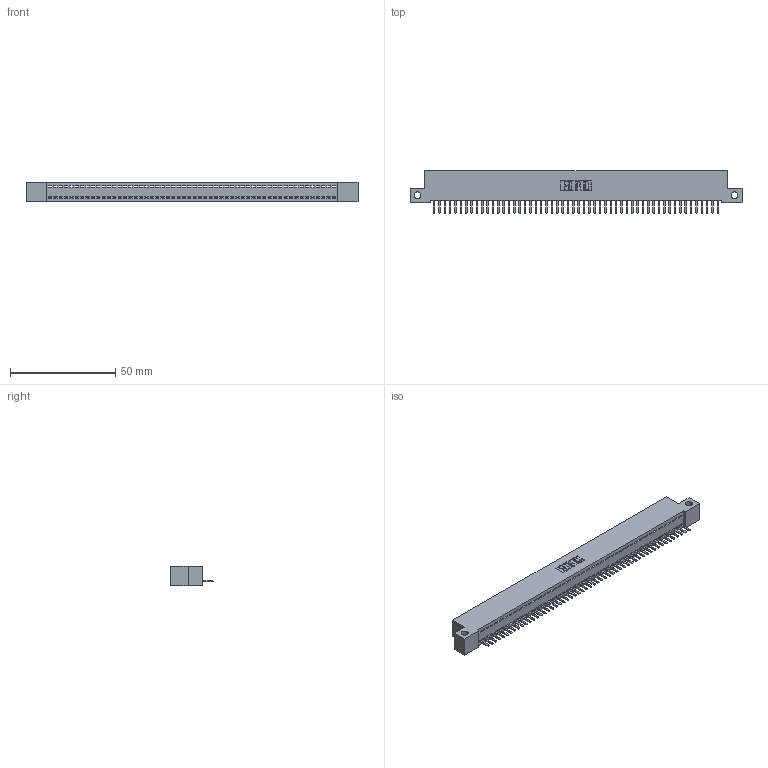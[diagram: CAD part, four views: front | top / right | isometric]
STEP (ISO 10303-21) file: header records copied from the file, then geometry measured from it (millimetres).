
FILE_DESCRIPTION (( 'STEP AP203' ), '1' );
FILE_NAME ('392-054-520-112.STEP', '2018-08-17T08:03:55', ( '' ), ( '' ), 'SwSTEP 2.0', 'SolidWorks 2016', '' );
FILE_SCHEMA (( 'CONFIG_CONTROL_DESIGN' ));
Length unit declared in the file: inch
Products named in the file (3): 342 Part_Side Mount; 345-292-001_345-293-120; 392-054-520-112
Assembly tree (55 placements, depth 2):
  392-054-520-112
    342 Part_Side Mount
    345-292-001_345-293-120  x54
Bounding box: 157.48 x 20.02 x 9.4 mm (x, y, z)
Volume: 13622.8 mm3; surface area: 19568.6 mm2
Topology: 55 solids, 55 shells, 3458 faces, 10235 edges, 6678 vertices
Faces by surface type: plane 2442, cylinder 1016
Entity records: 31445 total; most frequent: CARTESIAN_POINT 5440, ORIENTED_EDGE 5418, DIRECTION 4553, EDGE_CURVE 2709, LINE 2577, VECTOR 2577, VERTEX_POINT 1802, AXIS2_PLACEMENT_3D 988
